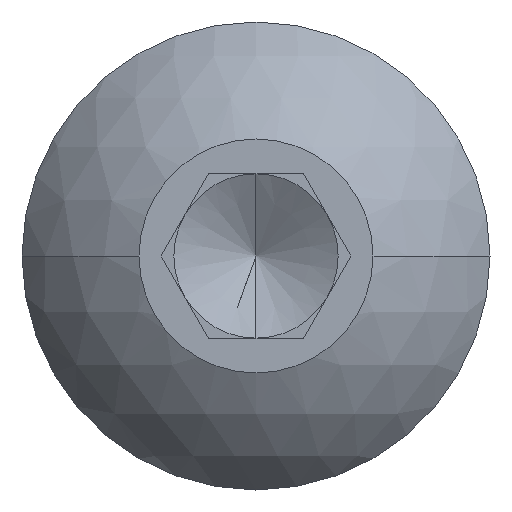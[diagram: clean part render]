
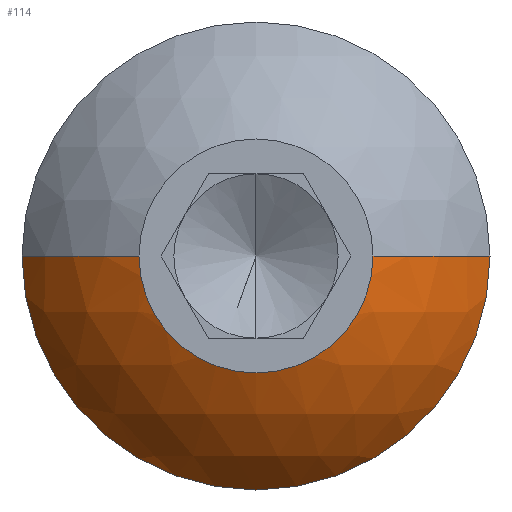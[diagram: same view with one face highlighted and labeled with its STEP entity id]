
A CAD part, left-side view. The second image highlights one B-rep face of the part: STEP entity #114.
In plain terms, the highlighted spherical face has radius 3.351 mm.
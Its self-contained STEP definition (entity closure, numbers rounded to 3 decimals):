
#2 = CARTESIAN_POINT ( 'NONE',  ( 3.033, 0., 0. ) ) ;
#5 = EDGE_CURVE ( 'NONE', #383, #501, #381, .T. ) ;
#38 = CARTESIAN_POINT ( 'NONE',  ( 1.27, -2.85, 0. ) ) ;
#54 = AXIS2_PLACEMENT_3D ( 'NONE', #2, #230, #113 ) ;
#95 = CARTESIAN_POINT ( 'NONE',  ( 1.27, 0., 0. ) ) ;
#103 = CARTESIAN_POINT ( 'NONE',  ( 3.033, 0., 0. ) ) ;
#113 = DIRECTION ( 'NONE',  ( 0., 1., 0. ) ) ;
#114 = ADVANCED_FACE ( 'NONE', ( #239 ), #627, .T. ) ;
#134 = AXIS2_PLACEMENT_3D ( 'NONE', #628, #272, #734 ) ;
#185 = DIRECTION ( 'NONE',  ( 0., 0., 1. ) ) ;
#193 = EDGE_CURVE ( 'NONE', #606, #733, #590, .T. ) ;
#219 = CARTESIAN_POINT ( 'NONE',  ( 1.27, 2.85, 0. ) ) ;
#220 = CARTESIAN_POINT ( 'NONE',  ( 3.033, 0., 0. ) ) ;
#225 = ORIENTED_EDGE ( 'NONE', *, *, #420, .T. ) ;
#230 = DIRECTION ( 'NONE',  ( 0., 0., -1. ) ) ;
#239 = FACE_OUTER_BOUND ( 'NONE', #531, .T. ) ;
#252 = CIRCLE ( 'NONE', #530, 2.85 ) ;
#270 = DIRECTION ( 'NONE',  ( 1., 0., 0. ) ) ;
#272 = DIRECTION ( 'NONE',  ( -1., 0., 0. ) ) ;
#283 = DIRECTION ( 'NONE',  ( 0., 0., -1. ) ) ;
#327 = DIRECTION ( 'NONE',  ( -1., 0., 0. ) ) ;
#341 = EDGE_CURVE ( 'NONE', #501, #396, #442, .T. ) ;
#349 = ORIENTED_EDGE ( 'NONE', *, *, #5, .F. ) ;
#375 = DIRECTION ( 'NONE',  ( 0., 0., 1. ) ) ;
#381 = CIRCLE ( 'NONE', #673, 3.351 ) ;
#383 = VERTEX_POINT ( 'NONE', #219 ) ;
#384 = CARTESIAN_POINT ( 'NONE',  ( 0., -1.425, 0. ) ) ;
#396 = VERTEX_POINT ( 'NONE', #384 ) ;
#420 = EDGE_CURVE ( 'NONE', #383, #606, #252, .T. ) ;
#442 = CIRCLE ( 'NONE', #134, 1.425 ) ;
#481 = CARTESIAN_POINT ( 'NONE',  ( 0., 1.425, 0. ) ) ;
#484 = ORIENTED_EDGE ( 'NONE', *, *, #548, .T. ) ;
#486 = CARTESIAN_POINT ( 'NONE',  ( 1.27, 0., -2.85 ) ) ;
#501 = VERTEX_POINT ( 'NONE', #481 ) ;
#516 = AXIS2_PLACEMENT_3D ( 'NONE', #595, #610, #185 ) ;
#530 = AXIS2_PLACEMENT_3D ( 'NONE', #95, #327, #563 ) ;
#531 = EDGE_LOOP ( 'NONE', ( #225, #665, #484, #608, #349 ) ) ;
#548 = EDGE_CURVE ( 'NONE', #733, #396, #604, .T. ) ;
#563 = DIRECTION ( 'NONE',  ( 0., 0., 1. ) ) ;
#590 = CIRCLE ( 'NONE', #516, 2.85 ) ;
#595 = CARTESIAN_POINT ( 'NONE',  ( 1.27, 0., 0. ) ) ;
#604 = CIRCLE ( 'NONE', #54, 3.351 ) ;
#606 = VERTEX_POINT ( 'NONE', #486 ) ;
#608 = ORIENTED_EDGE ( 'NONE', *, *, #341, .F. ) ;
#610 = DIRECTION ( 'NONE',  ( -1., 0., 0. ) ) ;
#627 = SPHERICAL_SURFACE ( 'NONE', #700, 3.351 ) ;
#628 = CARTESIAN_POINT ( 'NONE',  ( 0., 0., 0. ) ) ;
#634 = DIRECTION ( 'NONE',  ( 0., 1., 0. ) ) ;
#665 = ORIENTED_EDGE ( 'NONE', *, *, #193, .T. ) ;
#673 = AXIS2_PLACEMENT_3D ( 'NONE', #220, #375, #270 ) ;
#700 = AXIS2_PLACEMENT_3D ( 'NONE', #103, #283, #634 ) ;
#733 = VERTEX_POINT ( 'NONE', #38 ) ;
#734 = DIRECTION ( 'NONE',  ( 0., 0., 1. ) ) ;
